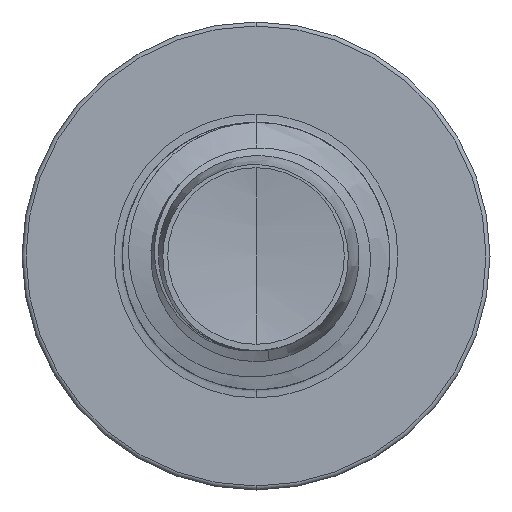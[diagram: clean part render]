
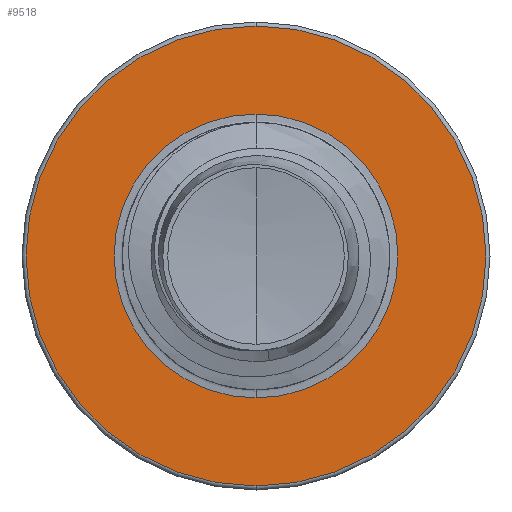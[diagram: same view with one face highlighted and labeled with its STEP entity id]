
A CAD part, front view. The second image highlights one B-rep face of the part: STEP entity #9518.
In plain terms, the highlighted planar face has unit normal (0, -1, 0).
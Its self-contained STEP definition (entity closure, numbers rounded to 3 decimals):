
#1519 = EDGE_CURVE ( 'NONE', #33600, #20407, #25223, .T. ) ;
#1857 = AXIS2_PLACEMENT_3D ( 'NONE', #3250, #22266, #6028 ) ;
#3188 = VERTEX_POINT ( 'NONE', #18848 ) ;
#3250 = CARTESIAN_POINT ( 'NONE',  ( 0., 19., 0. ) ) ;
#4425 = CIRCLE ( 'NONE', #1857, 3.186 ) ;
#6028 = DIRECTION ( 'NONE',  ( 0., 0., 1. ) ) ;
#7835 = EDGE_CURVE ( 'NONE', #9084, #3188, #4425, .T. ) ;
#8288 = FACE_OUTER_BOUND ( 'NONE', #20683, .T. ) ;
#9084 = VERTEX_POINT ( 'NONE', #22561 ) ;
#9518 = ADVANCED_FACE ( 'NONE', ( #8288, #22698 ), #26357, .F. ) ;
#10443 = ORIENTED_EDGE ( 'NONE', *, *, #16629, .F. ) ;
#12415 = DIRECTION ( 'NONE',  ( 0., 0., 1. ) ) ;
#12654 = DIRECTION ( 'NONE',  ( 0., 1., 0. ) ) ;
#12771 = CARTESIAN_POINT ( 'NONE',  ( 0., 19., 0. ) ) ;
#13699 = CARTESIAN_POINT ( 'NONE',  ( 0., 19., 0. ) ) ;
#13756 = CIRCLE ( 'NONE', #14492, 5.16 ) ;
#13767 = AXIS2_PLACEMENT_3D ( 'NONE', #12771, #12654, #12415 ) ;
#14492 = AXIS2_PLACEMENT_3D ( 'NONE', #13699, #32495, #16443 ) ;
#14539 = DIRECTION ( 'NONE',  ( 0., 1., 0. ) ) ;
#15599 = CARTESIAN_POINT ( 'NONE',  ( 0., 19., 5.16 ) ) ;
#15660 = DIRECTION ( 'NONE',  ( 0., 0., 1. ) ) ;
#16443 = DIRECTION ( 'NONE',  ( 0., 0., 1. ) ) ;
#16629 = EDGE_CURVE ( 'NONE', #20407, #33600, #13756, .T. ) ;
#17296 = EDGE_LOOP ( 'NONE', ( #31635, #23817 ) ) ;
#18848 = CARTESIAN_POINT ( 'NONE',  ( 0., 19., 3.186 ) ) ;
#20407 = VERTEX_POINT ( 'NONE', #32673 ) ;
#20683 = EDGE_LOOP ( 'NONE', ( #25186, #10443 ) ) ;
#22266 = DIRECTION ( 'NONE',  ( 0., 1., 0. ) ) ;
#22561 = CARTESIAN_POINT ( 'NONE',  ( 0., 19., -3.186 ) ) ;
#22698 = FACE_BOUND ( 'NONE', #17296, .T. ) ;
#22735 = EDGE_CURVE ( 'NONE', #3188, #9084, #26329, .T. ) ;
#23723 = AXIS2_PLACEMENT_3D ( 'NONE', #29064, #31737, #15660 ) ;
#23817 = ORIENTED_EDGE ( 'NONE', *, *, #7835, .T. ) ;
#25129 = AXIS2_PLACEMENT_3D ( 'NONE', #30644, #14539, #33332 ) ;
#25186 = ORIENTED_EDGE ( 'NONE', *, *, #1519, .F. ) ;
#25223 = CIRCLE ( 'NONE', #13767, 5.16 ) ;
#26329 = CIRCLE ( 'NONE', #25129, 3.186 ) ;
#26357 = PLANE ( 'NONE',  #23723 ) ;
#29064 = CARTESIAN_POINT ( 'NONE',  ( 0., 19., -3.186 ) ) ;
#30644 = CARTESIAN_POINT ( 'NONE',  ( 0., 19., 0. ) ) ;
#31635 = ORIENTED_EDGE ( 'NONE', *, *, #22735, .T. ) ;
#31737 = DIRECTION ( 'NONE',  ( 0., 1., 0. ) ) ;
#32495 = DIRECTION ( 'NONE',  ( 0., 1., 0. ) ) ;
#32673 = CARTESIAN_POINT ( 'NONE',  ( 0., 19., -5.16 ) ) ;
#33332 = DIRECTION ( 'NONE',  ( 0., 0., 1. ) ) ;
#33600 = VERTEX_POINT ( 'NONE', #15599 ) ;
